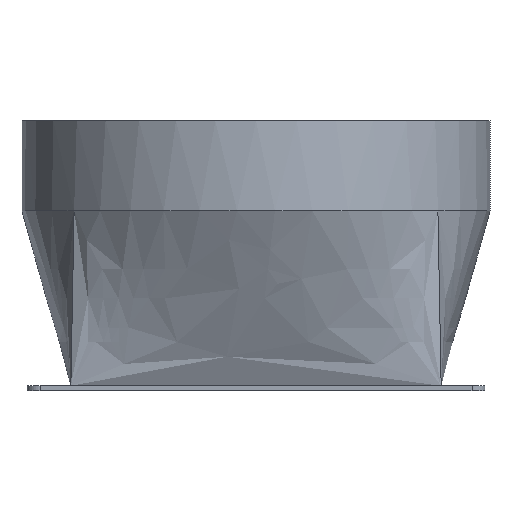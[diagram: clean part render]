
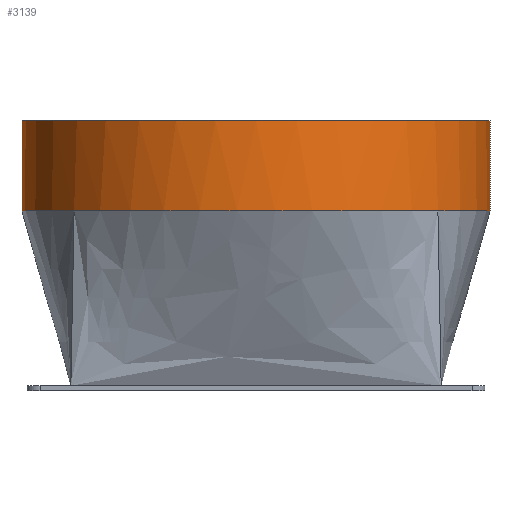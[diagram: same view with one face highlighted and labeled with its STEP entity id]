
A CAD part, front view. The second image highlights one B-rep face of the part: STEP entity #3139.
In plain terms, the highlighted cylindrical face has radius 182 mm (diameter 364 mm), a partial arc.
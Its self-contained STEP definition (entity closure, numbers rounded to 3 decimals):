
#157 = CARTESIAN_POINT ( 'NONE',  ( 182., 0., 210. ) ) ;
#435 = CARTESIAN_POINT ( 'NONE',  ( 0., 0., 140. ) ) ;
#945 = DIRECTION ( 'NONE',  ( 1., 0., 0. ) ) ;
#956 = DIRECTION ( 'NONE',  ( -1., 0., 0. ) ) ;
#1045 = EDGE_CURVE ( 'NONE', #3845, #3033, #5710, .T. ) ;
#1469 = CARTESIAN_POINT ( 'NONE',  ( 0., 0., 140. ) ) ;
#1991 = VERTEX_POINT ( 'NONE', #3986 ) ;
#2040 = DIRECTION ( 'NONE',  ( 0., 0., -1. ) ) ;
#2097 = LINE ( 'NONE', #3746, #7017 ) ;
#2239 = CARTESIAN_POINT ( 'NONE',  ( 0., 0., 210. ) ) ;
#2358 = CIRCLE ( 'NONE', #6408, 182. ) ;
#2522 = VERTEX_POINT ( 'NONE', #4132 ) ;
#2529 = ORIENTED_EDGE ( 'NONE', *, *, #1045, .F. ) ;
#2539 = CIRCLE ( 'NONE', #7165, 182. ) ;
#2549 = EDGE_CURVE ( 'NONE', #3033, #6716, #7211, .T. ) ;
#2728 = CYLINDRICAL_SURFACE ( 'NONE', #3255, 182. ) ;
#2818 = DIRECTION ( 'NONE',  ( 0., 0., 1. ) ) ;
#2858 = ORIENTED_EDGE ( 'NONE', *, *, #4270, .T. ) ;
#2892 = FACE_OUTER_BOUND ( 'NONE', #5973, .T. ) ;
#3033 = VERTEX_POINT ( 'NONE', #6033 ) ;
#3042 = VERTEX_POINT ( 'NONE', #3835 ) ;
#3139 = ADVANCED_FACE ( 'NONE', ( #2892 ), #2728, .T. ) ;
#3255 = AXIS2_PLACEMENT_3D ( 'NONE', #5374, #2040, #956 ) ;
#3326 = EDGE_CURVE ( 'NONE', #1991, #2522, #2358, .T. ) ;
#3654 = EDGE_CURVE ( 'NONE', #2522, #3042, #2539, .T. ) ;
#3746 = CARTESIAN_POINT ( 'NONE',  ( -182., 0., 210. ) ) ;
#3835 = CARTESIAN_POINT ( 'NONE',  ( 141.494, -114.472, 140. ) ) ;
#3845 = VERTEX_POINT ( 'NONE', #4599 ) ;
#3919 = DIRECTION ( 'NONE',  ( 1., 0., 0. ) ) ;
#3951 = DIRECTION ( 'NONE',  ( 0., 0., 1. ) ) ;
#3986 = CARTESIAN_POINT ( 'NONE',  ( -182., 0., 140. ) ) ;
#4132 = CARTESIAN_POINT ( 'NONE',  ( -141.494, -114.472, 140. ) ) ;
#4266 = DIRECTION ( 'NONE',  ( 0., 0., -1. ) ) ;
#4270 = EDGE_CURVE ( 'NONE', #3042, #6716, #5694, .T. ) ;
#4312 = DIRECTION ( 'NONE',  ( 0., 0., 1. ) ) ;
#4541 = ORIENTED_EDGE ( 'NONE', *, *, #3326, .T. ) ;
#4599 = CARTESIAN_POINT ( 'NONE',  ( -182., 0., 210. ) ) ;
#4761 = ORIENTED_EDGE ( 'NONE', *, *, #5874, .T. ) ;
#5123 = DIRECTION ( 'NONE',  ( 1., 0., 0. ) ) ;
#5374 = CARTESIAN_POINT ( 'NONE',  ( 0., 0., 210. ) ) ;
#5395 = DIRECTION ( 'NONE',  ( 0., 0., 1. ) ) ;
#5420 = AXIS2_PLACEMENT_3D ( 'NONE', #6799, #3951, #5123 ) ;
#5694 = CIRCLE ( 'NONE', #5420, 182. ) ;
#5710 = CIRCLE ( 'NONE', #6592, 182. ) ;
#5805 = DIRECTION ( 'NONE',  ( 0., 0., -1. ) ) ;
#5874 = EDGE_CURVE ( 'NONE', #3845, #1991, #2097, .T. ) ;
#5894 = VECTOR ( 'NONE', #5805, 1000. ) ;
#5932 = CARTESIAN_POINT ( 'NONE',  ( 182., 0., 140. ) ) ;
#5970 = DIRECTION ( 'NONE',  ( 1., 0., 0. ) ) ;
#5973 = EDGE_LOOP ( 'NONE', ( #6467, #2529, #4761, #4541, #6657, #2858 ) ) ;
#6033 = CARTESIAN_POINT ( 'NONE',  ( 182., 0., 210. ) ) ;
#6408 = AXIS2_PLACEMENT_3D ( 'NONE', #1469, #5395, #5970 ) ;
#6467 = ORIENTED_EDGE ( 'NONE', *, *, #2549, .F. ) ;
#6592 = AXIS2_PLACEMENT_3D ( 'NONE', #2239, #2818, #3919 ) ;
#6657 = ORIENTED_EDGE ( 'NONE', *, *, #3654, .T. ) ;
#6716 = VERTEX_POINT ( 'NONE', #5932 ) ;
#6799 = CARTESIAN_POINT ( 'NONE',  ( 0., 0., 140. ) ) ;
#7017 = VECTOR ( 'NONE', #4266, 1000. ) ;
#7165 = AXIS2_PLACEMENT_3D ( 'NONE', #435, #4312, #945 ) ;
#7211 = LINE ( 'NONE', #157, #5894 ) ;
